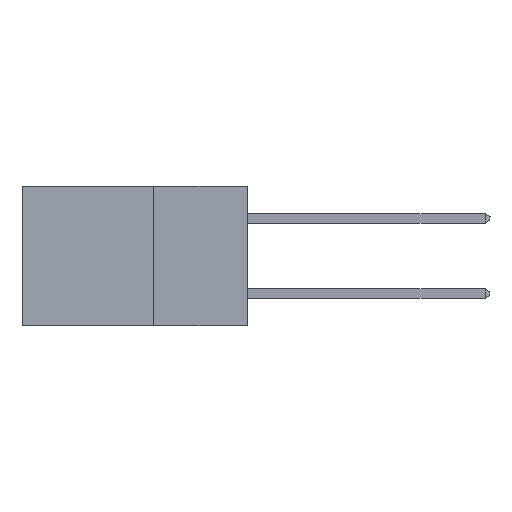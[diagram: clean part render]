
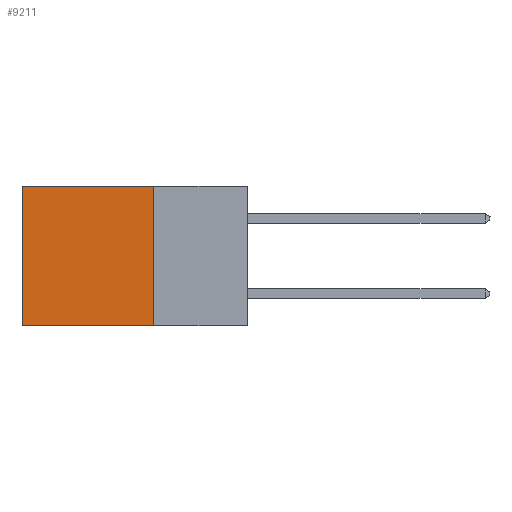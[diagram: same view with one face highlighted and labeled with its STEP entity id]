
A CAD part, left-side view. The second image highlights one B-rep face of the part: STEP entity #9211.
In plain terms, the highlighted planar face has unit normal (-1, 0, 0).
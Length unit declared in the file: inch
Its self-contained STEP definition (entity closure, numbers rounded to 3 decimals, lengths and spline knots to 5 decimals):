
#67 = LINE ( 'NONE', #10494, #6672 ) ;
#488 = CARTESIAN_POINT ( 'NONE',  ( 0.298, 0.25, 0. ) ) ;
#604 = ORIENTED_EDGE ( 'NONE', *, *, #9443, .F. ) ;
#782 = CARTESIAN_POINT ( 'NONE',  ( 0.298, 0.25, 0. ) ) ;
#1130 = EDGE_LOOP ( 'NONE', ( #6412, #3819, #604, #8393 ) ) ;
#1246 = VECTOR ( 'NONE', #8961, 39.37008 ) ;
#1881 = LINE ( 'NONE', #9977, #7254 ) ;
#2907 = CARTESIAN_POINT ( 'NONE',  ( 0.298, 0.6, 0. ) ) ;
#3302 = EDGE_CURVE ( 'NONE', #7068, #5545, #8813, .T. ) ;
#3819 = ORIENTED_EDGE ( 'NONE', *, *, #10332, .F. ) ;
#4009 = VERTEX_POINT ( 'NONE', #5949 ) ;
#4097 = PLANE ( 'NONE',  #7837 ) ;
#4796 = DIRECTION ( 'NONE',  ( 0., 0., -1. ) ) ;
#4886 = VECTOR ( 'NONE', #7892, 39.37008 ) ;
#4913 = CARTESIAN_POINT ( 'NONE',  ( 0.298, 0.25, -0.37 ) ) ;
#4917 = CARTESIAN_POINT ( 'NONE',  ( 0.298, 0.6, 0. ) ) ;
#5545 = VERTEX_POINT ( 'NONE', #6710 ) ;
#5949 = CARTESIAN_POINT ( 'NONE',  ( 0.298, 0.25, 0. ) ) ;
#6412 = ORIENTED_EDGE ( 'NONE', *, *, #3302, .T. ) ;
#6580 = DIRECTION ( 'NONE',  ( 1., 0., 0. ) ) ;
#6672 = VECTOR ( 'NONE', #4796, 39.37008 ) ;
#6710 = CARTESIAN_POINT ( 'NONE',  ( 0.298, 0.6, -0.37 ) ) ;
#7068 = VERTEX_POINT ( 'NONE', #2907 ) ;
#7070 = LINE ( 'NONE', #488, #4886 ) ;
#7254 = VECTOR ( 'NONE', #7499, 39.37008 ) ;
#7400 = DIRECTION ( 'NONE',  ( 0., 0., -1. ) ) ;
#7499 = DIRECTION ( 'NONE',  ( 0., 1., 0. ) ) ;
#7837 = AXIS2_PLACEMENT_3D ( 'NONE', #782, #6580, #7400 ) ;
#7892 = DIRECTION ( 'NONE',  ( 0., 1., 0. ) ) ;
#8393 = ORIENTED_EDGE ( 'NONE', *, *, #8591, .T. ) ;
#8591 = EDGE_CURVE ( 'NONE', #4009, #7068, #7070, .T. ) ;
#8785 = FACE_OUTER_BOUND ( 'NONE', #1130, .T. ) ;
#8813 = LINE ( 'NONE', #4917, #1246 ) ;
#8925 = VERTEX_POINT ( 'NONE', #4913 ) ;
#8961 = DIRECTION ( 'NONE',  ( 0., 0., -1. ) ) ;
#9211 = ADVANCED_FACE ( 'NONE', ( #8785 ), #4097, .F. ) ;
#9443 = EDGE_CURVE ( 'NONE', #4009, #8925, #67, .T. ) ;
#9977 = CARTESIAN_POINT ( 'NONE',  ( 0.298, 0.25, -0.37 ) ) ;
#10332 = EDGE_CURVE ( 'NONE', #8925, #5545, #1881, .T. ) ;
#10494 = CARTESIAN_POINT ( 'NONE',  ( 0.298, 0.25, 0. ) ) ;
